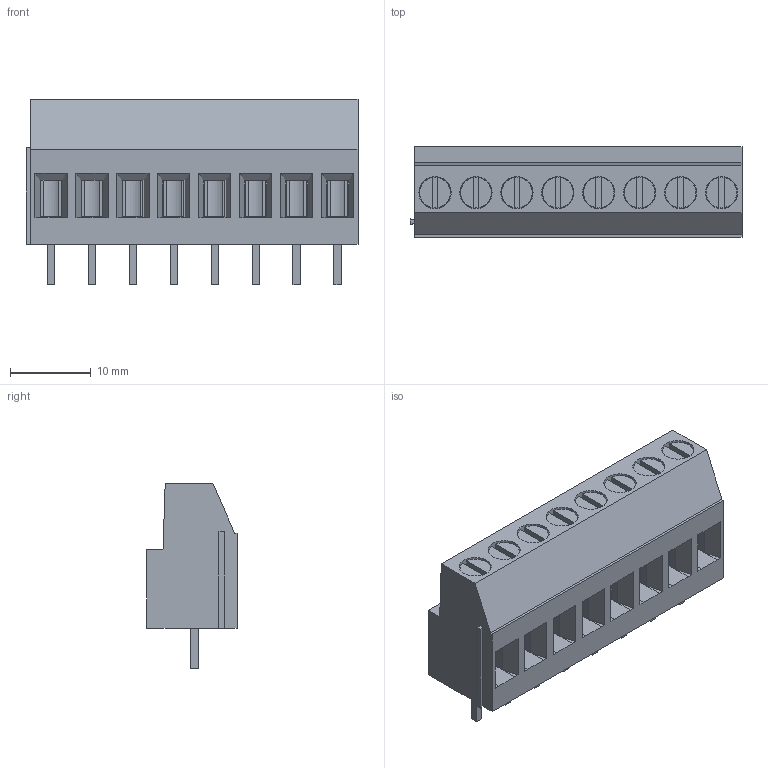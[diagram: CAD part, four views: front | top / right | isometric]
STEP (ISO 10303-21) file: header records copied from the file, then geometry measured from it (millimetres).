
FILE_DESCRIPTION(/* description */ ('model of TerminalBlock_Phoenix_MKDS-3-8-5.08_1x08_P5.08mm_Horizontal'),/* implementation_level */ '2;1');
FILE_NAME(/* name */ 'TerminalBlock_Phoenix_MKDS-3-8-5.08_1x08_P5.08mm_Horizontal.step',/* time_stamp */ '2020-05-14T18:26:16',/* author */ ('kicad StepUp','ksu'),/* organization */ ('FreeCAD'),/* preprocessor_version */ 'OCC',/* originating_system */ 'kicad StepUp',/* authorisation */ '');
FILE_SCHEMA(('AUTOMOTIVE_DESIGN { 1 0 10303 214 1 1 1 1 }'));
Length unit declared in the file: millimetre
Products named in the file (1): TerminalBlock_Phoenix_MKDS_3_8_508_1x08_P508mm_Horizontal
Bounding box: 41.21 x 11.2 x 23 mm (x, y, z)
Volume: 6091.4 mm3; surface area: 6097.4 mm2
Topology: 1 solids, 1 shells, 346 faces, 872 edges, 544 vertices
Faces by surface type: plane 290, bspline 40, cylinder 16
Full cylindrical faces by diameter (mm): 3.8 x8, 4 x8
Entity records: 23827 total; most frequent: CARTESIAN_POINT 4171, DIRECTION 3062, LINE 1992, VECTOR 1992, ORIENTED_EDGE 1744, PCURVE 1744, DEFINITIONAL_REPRESENTATION 1744, EDGE_CURVE 872
